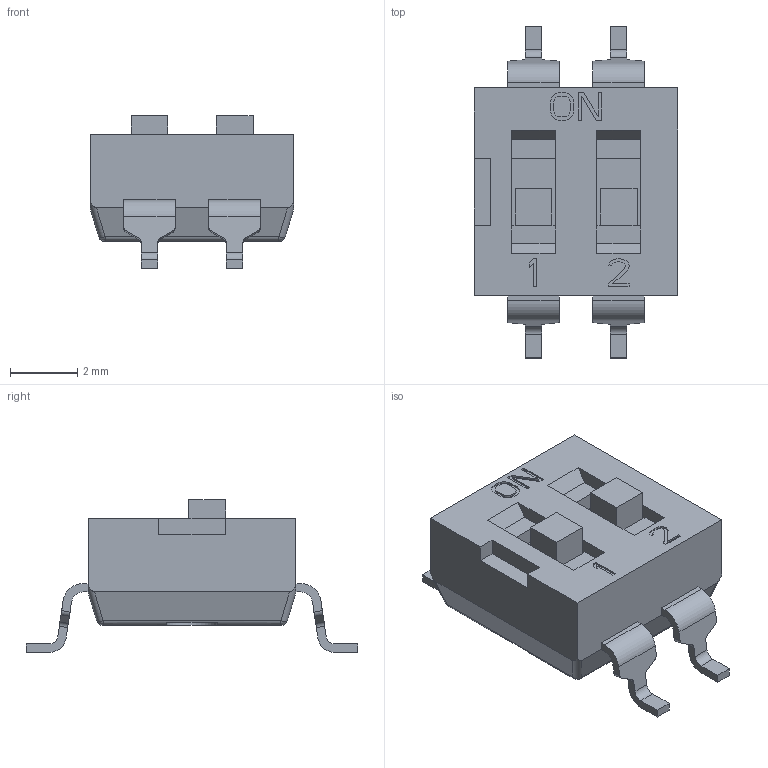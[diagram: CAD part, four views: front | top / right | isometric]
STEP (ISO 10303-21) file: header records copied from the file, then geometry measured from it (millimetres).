
FILE_DESCRIPTION (( 'STEP AP214' ), '1' );
FILE_NAME ('2454985-3.STEP', '2024-07-23T12:11:06', ( '' ), ( '' ), 'SwSTEP 2.0', 'SolidWorks 2024', '' );
FILE_SCHEMA (( 'AUTOMOTIVE_DESIGN' ));
Length unit declared in the file: millimetre
Products named in the file (1): 2454985-3
Bounding box: 6.08 x 9.9 x 4.55 mm (x, y, z)
Volume: 116.3 mm3; surface area: 205.5 mm2
Topology: 5 solids, 5 shells, 251 faces, 686 edges, 452 vertices
Faces by surface type: plane 204, cylinder 43, bspline 4
Entity records: 8991 total; most frequent: CARTESIAN_POINT 1582, ORIENTED_EDGE 1372, DIRECTION 1192, EDGE_CURVE 686, LINE 588, VECTOR 588, VERTEX_POINT 452, AXIS2_PLACEMENT_3D 302
